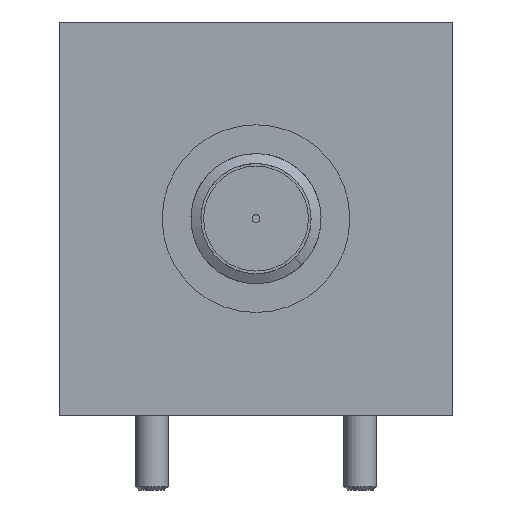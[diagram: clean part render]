
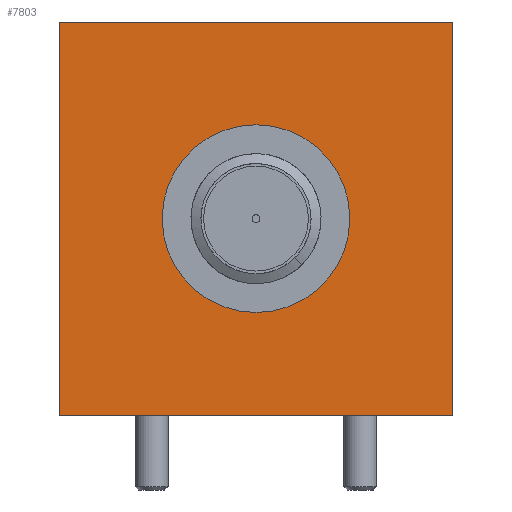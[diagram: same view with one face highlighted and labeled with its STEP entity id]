
A CAD part, left-side view. The second image highlights one B-rep face of the part: STEP entity #7803.
In plain terms, the highlighted planar face has unit normal (-1, 0, 0).
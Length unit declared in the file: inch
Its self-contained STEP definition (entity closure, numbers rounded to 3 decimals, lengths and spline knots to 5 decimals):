
#438 = DIRECTION ( 'NONE',  ( 0., 0., 1. ) ) ;
#621 = DIRECTION ( 'NONE',  ( 0., 0., -1. ) ) ;
#795 = CARTESIAN_POINT ( 'NONE',  ( -0.5775, 0.375, 0. ) ) ;
#870 = DIRECTION ( 'NONE',  ( 0., 0., 1. ) ) ;
#1562 = CARTESIAN_POINT ( 'NONE',  ( -0.5775, 0.75, 0.375 ) ) ;
#1934 = CIRCLE ( 'NONE', #9228, 0.179 ) ;
#2053 = VERTEX_POINT ( 'NONE', #7410 ) ;
#2160 = VERTEX_POINT ( 'NONE', #5995 ) ;
#2262 = DIRECTION ( 'NONE',  ( 0., 0., 1. ) ) ;
#2296 = VECTOR ( 'NONE', #7724, 39.37008 ) ;
#2531 = LINE ( 'NONE', #3106, #7346 ) ;
#2564 = DIRECTION ( 'NONE',  ( -1., 0., 0. ) ) ;
#2831 = LINE ( 'NONE', #10379, #2296 ) ;
#3106 = CARTESIAN_POINT ( 'NONE',  ( -0.5775, 0.75, 0.375 ) ) ;
#3114 = CARTESIAN_POINT ( 'NONE',  ( -0.5775, 0., -0.375 ) ) ;
#3149 = DIRECTION ( 'NONE',  ( 1., 0., 0. ) ) ;
#3263 = AXIS2_PLACEMENT_3D ( 'NONE', #9845, #3149, #621 ) ;
#3783 = FACE_OUTER_BOUND ( 'NONE', #7244, .T. ) ;
#4014 = CARTESIAN_POINT ( 'NONE',  ( -0.5775, 0.375, 0.179 ) ) ;
#4126 = VECTOR ( 'NONE', #438, 39.37008 ) ;
#4310 = DIRECTION ( 'NONE',  ( 0., 0., 1. ) ) ;
#4336 = VERTEX_POINT ( 'NONE', #10516 ) ;
#4402 = ORIENTED_EDGE ( 'NONE', *, *, #6882, .F. ) ;
#4966 = EDGE_CURVE ( 'NONE', #4336, #9887, #6290, .T. ) ;
#5173 = ORIENTED_EDGE ( 'NONE', *, *, #4966, .F. ) ;
#5308 = ORIENTED_EDGE ( 'NONE', *, *, #9381, .F. ) ;
#5549 = FACE_BOUND ( 'NONE', #8202, .T. ) ;
#5995 = CARTESIAN_POINT ( 'NONE',  ( -0.5775, 0.375, -0.179 ) ) ;
#6290 = LINE ( 'NONE', #9775, #4126 ) ;
#6498 = EDGE_CURVE ( 'NONE', #7761, #2053, #10275, .T. ) ;
#6591 = DIRECTION ( 'NONE',  ( -1., 0., 0. ) ) ;
#6882 = EDGE_CURVE ( 'NONE', #7853, #2160, #1934, .T. ) ;
#6942 = ORIENTED_EDGE ( 'NONE', *, *, #6498, .T. ) ;
#7244 = EDGE_LOOP ( 'NONE', ( #6942, #8016, #5173, #10944 ) ) ;
#7346 = VECTOR ( 'NONE', #10064, 39.37008 ) ;
#7380 = CARTESIAN_POINT ( 'NONE',  ( -0.5775, 0.375, 0. ) ) ;
#7410 = CARTESIAN_POINT ( 'NONE',  ( -0.5775, 0., 0.375 ) ) ;
#7724 = DIRECTION ( 'NONE',  ( 0., -1., 0. ) ) ;
#7761 = VERTEX_POINT ( 'NONE', #3114 ) ;
#7803 = ADVANCED_FACE ( 'NONE', ( #5549, #3783 ), #9115, .F. ) ;
#7853 = VERTEX_POINT ( 'NONE', #4014 ) ;
#7963 = VECTOR ( 'NONE', #4310, 39.37008 ) ;
#8016 = ORIENTED_EDGE ( 'NONE', *, *, #10449, .F. ) ;
#8202 = EDGE_LOOP ( 'NONE', ( #4402, #5308 ) ) ;
#8605 = CARTESIAN_POINT ( 'NONE',  ( -0.5775, 0., 0.375 ) ) ;
#9007 = EDGE_CURVE ( 'NONE', #4336, #7761, #2831, .T. ) ;
#9115 = PLANE ( 'NONE',  #3263 ) ;
#9228 = AXIS2_PLACEMENT_3D ( 'NONE', #7380, #6591, #2262 ) ;
#9381 = EDGE_CURVE ( 'NONE', #2160, #7853, #10352, .T. ) ;
#9775 = CARTESIAN_POINT ( 'NONE',  ( -0.5775, 0.75, 0.375 ) ) ;
#9843 = AXIS2_PLACEMENT_3D ( 'NONE', #795, #2564, #870 ) ;
#9845 = CARTESIAN_POINT ( 'NONE',  ( -0.5775, 0.75, 0.375 ) ) ;
#9887 = VERTEX_POINT ( 'NONE', #1562 ) ;
#10064 = DIRECTION ( 'NONE',  ( 0., -1., 0. ) ) ;
#10275 = LINE ( 'NONE', #8605, #7963 ) ;
#10352 = CIRCLE ( 'NONE', #9843, 0.179 ) ;
#10379 = CARTESIAN_POINT ( 'NONE',  ( -0.5775, 0.75, -0.375 ) ) ;
#10449 = EDGE_CURVE ( 'NONE', #9887, #2053, #2531, .T. ) ;
#10516 = CARTESIAN_POINT ( 'NONE',  ( -0.5775, 0.75, -0.375 ) ) ;
#10944 = ORIENTED_EDGE ( 'NONE', *, *, #9007, .T. ) ;
